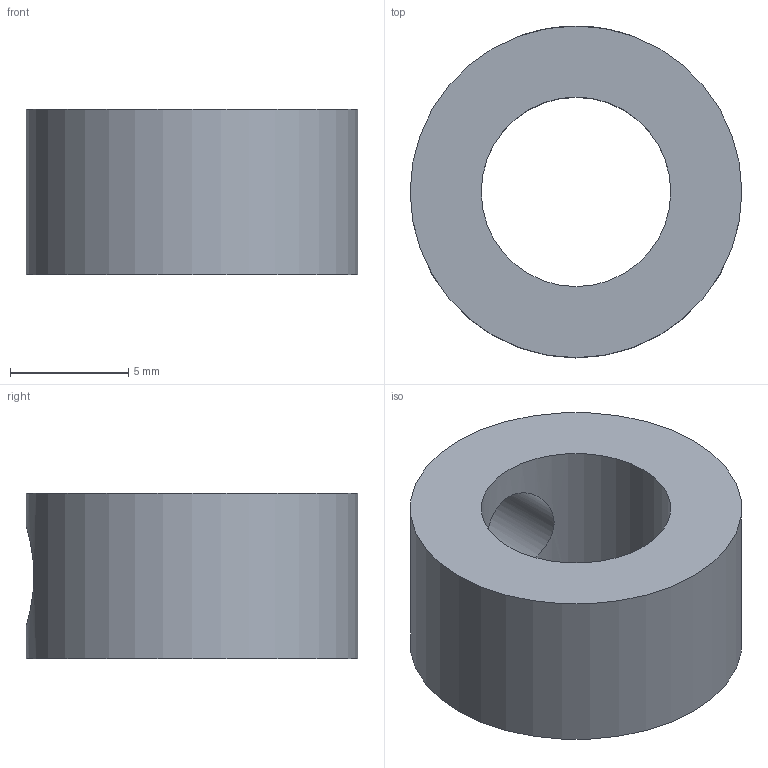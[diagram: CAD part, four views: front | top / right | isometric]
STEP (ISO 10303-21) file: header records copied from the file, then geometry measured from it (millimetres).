
FILE_DESCRIPTION(/* description */ (''),/* implementation_level */ '2;1');
FILE_NAME(/* name */ 'Lock Collar 8mm.step',/* time_stamp */ '2019-09-19T10:38:15-05:00',/* author */ (''),/* organization */ (''),/* preprocessor_version */ 'ST-DEVELOPER v18',/* originating_system */ 'Autodesk Translation Framework v8.6.0.1094',/* authorisation */ '');
FILE_SCHEMA (('AUTOMOTIVE_DESIGN { 1 0 10303 214 3 1 1 }'));
Length unit declared in the file: millimetre
Products named in the file (1): Lock Collar 8mm
Bounding box: 14 x 14 x 7 mm (x, y, z)
Volume: 683.3 mm3; surface area: 704.1 mm2
Topology: 1 solids, 1 shells, 5 faces, 11 edges, 8 vertices
Faces by surface type: cylinder 3, plane 2
Full cylindrical faces by diameter (mm): 4.2 x1, 8 x1, 14 x1
Entity records: 248 total; most frequent: CARTESIAN_POINT 95, DIRECTION 23, ORIENTED_EDGE 22, EDGE_CURVE 11, AXIS2_PLACEMENT_3D 10, EDGE_LOOP 9, VERTEX_POINT 8, FACE_OUTER_BOUND 5
